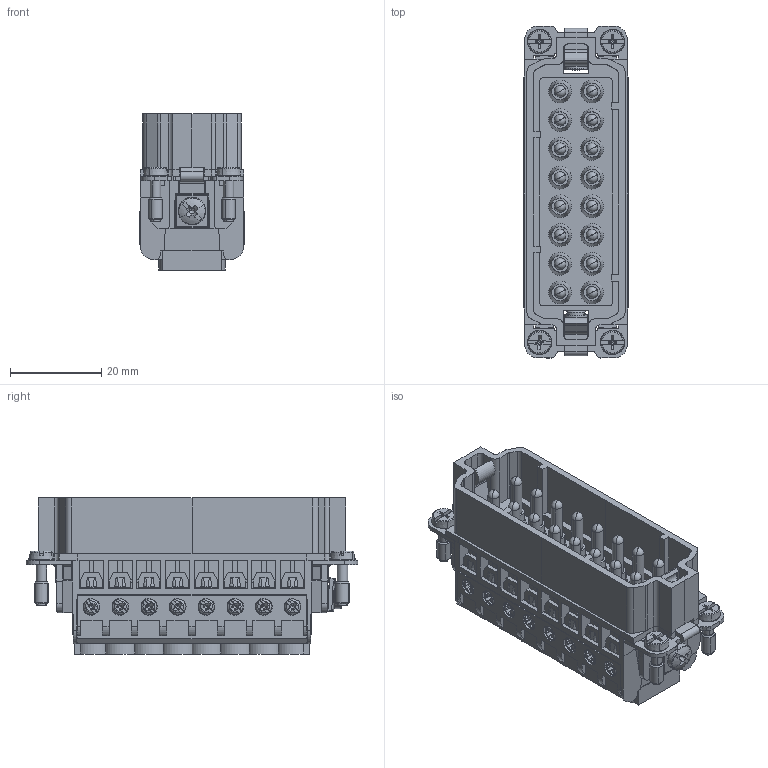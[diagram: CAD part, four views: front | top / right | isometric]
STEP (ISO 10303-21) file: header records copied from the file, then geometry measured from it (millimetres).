
FILE_DESCRIPTION(('CATIA V5 STEP Exchange','CAx-IF Rec.Pracs.--- Model Styling and Organization---1.5--- 2016-08-15','CAx-IF Rec.Pracs.---Supplemental Geometry---1.0---2011-11-01','CAx-IF Rec.Pracs.--- Composite Materials ---1.1---2010-07-15'),'2;1');
FILE_NAME ('13435431_2', '2025-08-22T06:38:11+00:00', ('none'), ('Weidmueller'), 'CATIA Version 5-6 Release 2024 SP4', 'CATIA V5 STEP AP214 v3', 'none');
FILE_SCHEMA(('AUTOMOTIVE_DESIGN { 1 0 10303 214 1 1 1 1 }'));
Products named in the file (1): 1650990000
Bounding box: 22.96 x 72.8 x 34.25 mm (x, y, z)
Volume: 20583 mm3; surface area: 35432.5 mm2
Topology: 2 solids, 2 shells, 3732 faces, 11447 edges, 7537 vertices
Faces by surface type: plane 2065, cylinder 752, cone 595, torus 216, sphere 68, bspline 34, revolution 2
Entity records: 135579 total; most frequent: CARTESIAN_POINT 44891, ORIENTED_EDGE 22640, DIRECTION 12924, EDGE_CURVE 11320, VERTEX_POINT 7537, VECTOR 6234, LINE 6234, AXIS2_PLACEMENT_3D 4762
